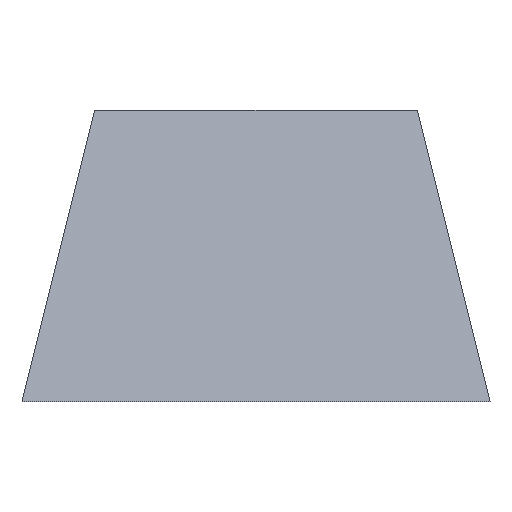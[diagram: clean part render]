
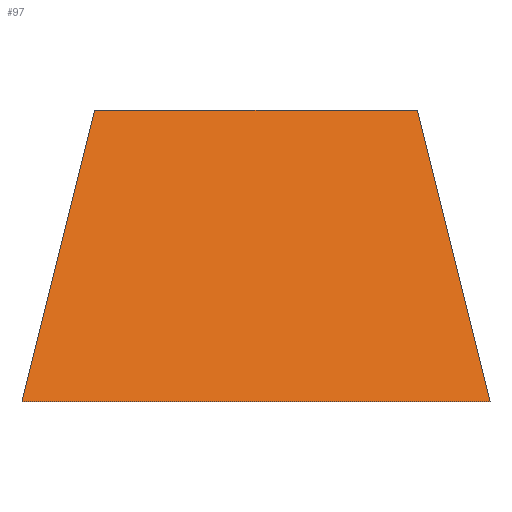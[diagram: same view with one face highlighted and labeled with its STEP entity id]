
A CAD part, front view. The second image highlights one B-rep face of the part: STEP entity #97.
In plain terms, the highlighted planar face has unit normal (0, -0.97, 0.241).
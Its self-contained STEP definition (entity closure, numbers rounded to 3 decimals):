
#34=CARTESIAN_POINT('',(6.312,-24.988,11.4));
#35=VERTEX_POINT('',#34);
#42=CARTESIAN_POINT('',(9.15,-27.825,0.));
#43=VERTEX_POINT('',#42);
#44=CARTESIAN_POINT('',(9.15,-27.825,0.));
#45=DIRECTION('',(-0.235,0.235,0.943));
#46=VECTOR('',#45,12.086);
#47=LINE('',#44,#46);
#48=EDGE_CURVE('',#43,#35,#47,.T.);
#67=CARTESIAN_POINT('',(0.,-27.291,2.145));
#68=DIRECTION('',(0.,-0.97,0.242));
#69=DIRECTION('',(0.,-0.242,-0.97));
#70=AXIS2_PLACEMENT_3D('',#67,#68,#69);
#71=PLANE('',#70);
#72=CARTESIAN_POINT('',(-6.313,-24.988,11.4));
#73=VERTEX_POINT('',#72);
#74=CARTESIAN_POINT('',(-6.313,-24.988,11.4));
#75=DIRECTION('',(1.,0.,-0.));
#76=VECTOR('',#75,12.625);
#77=LINE('',#74,#76);
#78=EDGE_CURVE('',#73,#35,#77,.T.);
#79=ORIENTED_EDGE('',*,*,#78,.F.);
#80=CARTESIAN_POINT('',(-9.15,-27.825,0.));
#81=VERTEX_POINT('',#80);
#82=CARTESIAN_POINT('',(-9.15,-27.825,-0.));
#83=DIRECTION('',(0.235,0.235,0.943));
#84=VECTOR('',#83,12.086);
#85=LINE('',#82,#84);
#86=EDGE_CURVE('',#81,#73,#85,.T.);
#87=ORIENTED_EDGE('',*,*,#86,.F.);
#88=CARTESIAN_POINT('',(-9.15,-27.825,0.));
#89=DIRECTION('',(1.,0.,-0.));
#90=VECTOR('',#89,18.3);
#91=LINE('',#88,#90);
#92=EDGE_CURVE('',#81,#43,#91,.T.);
#93=ORIENTED_EDGE('',*,*,#92,.T.);
#94=ORIENTED_EDGE('',*,*,#48,.T.);
#95=EDGE_LOOP('',(#79,#87,#93,#94));
#96=FACE_BOUND('',#95,.T.);
#97=ADVANCED_FACE('',(#96),#71,.T.);
